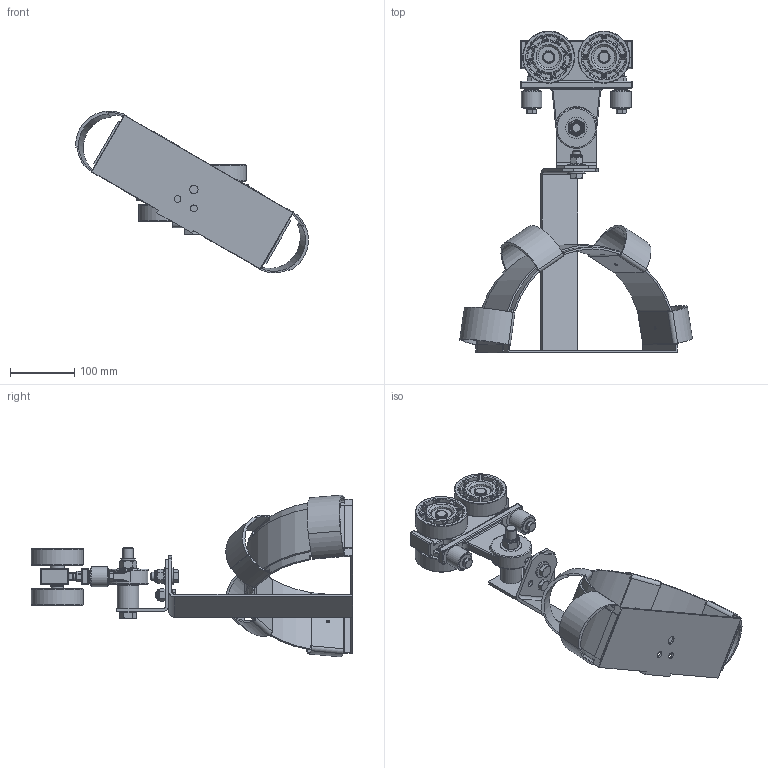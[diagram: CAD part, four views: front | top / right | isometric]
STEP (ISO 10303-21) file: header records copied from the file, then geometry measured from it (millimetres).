
FILE_DESCRIPTION((''),'2;1');
FILE_NAME('20097 ETA-8 TROLLEY WITH 12 IN. CABLE SADDLE.stp','2011-05-24T13:44:09',('jholman'),(''),'Autodesk Inventor 2011','Autodesk Inventor 2011','');
FILE_SCHEMA(('AUTOMOTIVE_DESIGN { 1 0 10303 214 1 1 1 1 }'));
Length unit declared in the file: inch
Products named in the file (28): 20097; 20070; 3D11MBB4C; 3D11K6B4B; 3D11I6B4A; 3D11BBB4C; 3D11O6B4B; 3D11W6B4B; 3D11LBB4B; 3D11U6B4A; 3D11E9B4A; 3D1153B4A; Hex Bolt - UNC (Regular Thread - Inch) 3/8-16 UNC - 2.25; Hex Nut - UNC (Regular Thread - Inch) 3/8 - 16; 3D11H6B4A; 25835; 56310; 56350; Hex Cap Screw - Metric M12 x 35; Plain Washer (Inch) 1/2 - narrow - Type A; Hex Nut - UNC (Regular Thread - Inch) 1/2 - 13; Hex Cap Screw - Metric M10 x 25; Heavy Hex Nut - UNC (Regular Thread - Inch) 3/8 - 16; Hex Cap Screw - Metric M16 x 100; Plain Washer (Inch) 5/8 - narrow - Type A; 3D1191G4A; 56330; 3D11YLG4A
Assembly tree (43 placements, depth 4):
  20097
    20070
      3D11MBB4C
      3D11K6B4B  x2
      3D11I6B4A  x2
      3D11BBB4C  x4
        3D11O6B4B
        3D11W6B4B
      3D11LBB4B  x2
        3D11U6B4A
        3D11E9B4A
        3D1153B4A
        Hex Bolt - UNC (Regular Thread - Inch) 3/8-16 UNC - 2.25
      Hex Nut - UNC (Regular Thread - Inch) 3/8 - 16  x2
      3D11H6B4A  x4
    25835
      56310
      56350
      Hex Cap Screw - Metric M12 x 35
      Plain Washer (Inch) 1/2 - narrow - Type A  x2
      Hex Nut - UNC (Regular Thread - Inch) 1/2 - 13
      Hex Cap Screw - Metric M10 x 25
      Heavy Hex Nut - UNC (Regular Thread - Inch) 3/8 - 16
      Hex Cap Screw - Metric M16 x 100
      Plain Washer (Inch) 5/8 - narrow - Type A  x2
      3D1191G4A
      56330  x4
      3D11YLG4A
Bounding box: 363.27 x 501.9 x 252.52 mm (x, y, z)
Volume: 1520299.7 mm3; surface area: 592536.9 mm2
Topology: 46 solids, 46 shells, 3198 faces, 7201 edges, 3923 vertices
Faces by surface type: cylinder 1070, torus 685, plane 603, bspline 368, sphere 356, cone 116
Full cylindrical faces by diameter (mm): 1.016 x8, 1.27 x4, 1.321 x4, 3.962 x4, 4.3 x4, 7.798 x4, 9.525 x6, 9.855 x2, 10 x1, 10.319 x2, 10.5 x5, 12 x1, 12.7 x2, 13 x3, 13.386 x1, 13.487 x10, 13.494 x1, 13.843 x1, 14.288 x2, 14.6 x1, 14.681 x2, 15.977 x4, 16 x1, 16.6 x1, 16.662 x2, 16.669 x1, 16.954 x8, 16.98 x4, 17 x1, 17.374 x1
Entity records: 53057 total; most frequent: CARTESIAN_POINT 19485, DIRECTION 6862, ORIENTED_EDGE 6622, EDGE_CURVE 3311, AXIS2_PLACEMENT_3D 2991, VERTEX_POINT 1946, EDGE_LOOP 1805, CIRCLE 1693
